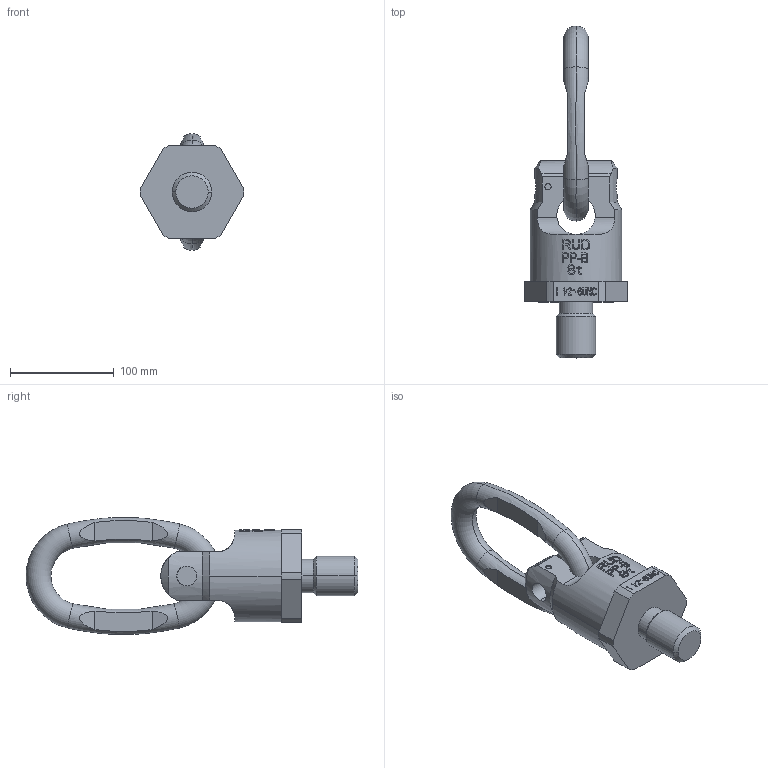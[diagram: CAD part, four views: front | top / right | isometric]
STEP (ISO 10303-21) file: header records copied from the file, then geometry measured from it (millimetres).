
FILE_DESCRIPTION((''),'2;1');
FILE_NAME('4PP-B-8T-1_1_2Z','2005-01-19T',('jakubetz'),(''),'PRO/ENGINEER BY PARAMETRIC TECHNOLOGY CORPORATION, 2001400','PRO/ENGINEER BY PARAMETRIC TECHNOLOGY CORPORATION, 2001400','');
FILE_SCHEMA(('CONFIG_CONTROL_DESIGN'));
Length unit declared in the file: millimetre
Products named in the file (1): 4PP-B-8T-1_1_2Z
Bounding box: 99.97 x 320 x 112.27 mm (x, y, z)
Volume: 818455.9 mm3; surface area: 102953.5 mm2
Topology: 3 solids, 3 shells, 562 faces, 1544 edges, 1024 vertices
Faces by surface type: plane 498, cylinder 48, cone 8, torus 8
Entity records: 18405 total; most frequent: CARTESIAN_POINT 4635, ORIENTED_EDGE 3088, DIRECTION 2456, EDGE_CURVE 1544, VERTEX_POINT 1024, VECTOR 1016, LINE 1016, AXIS2_PLACEMENT_3D 720
